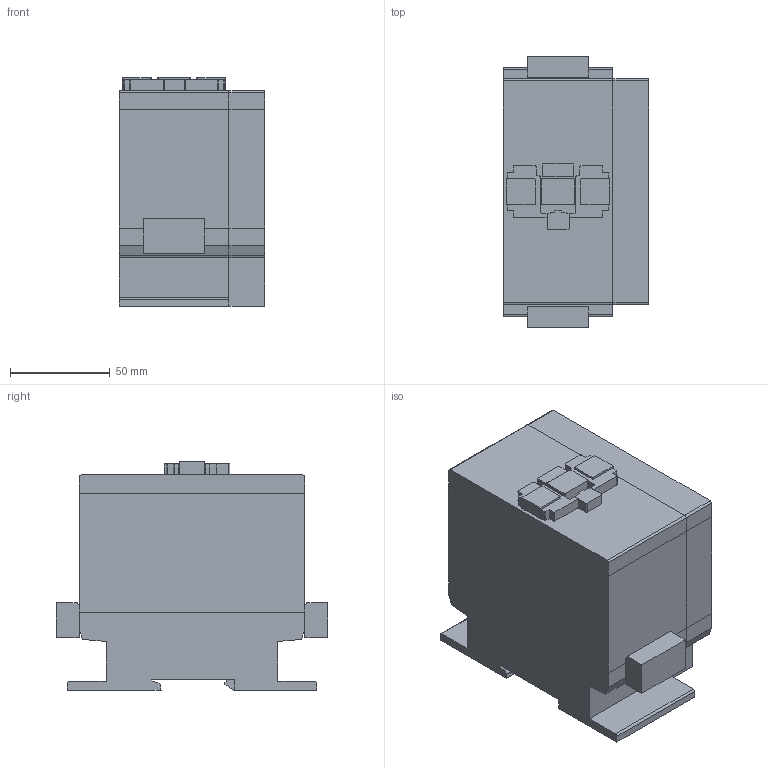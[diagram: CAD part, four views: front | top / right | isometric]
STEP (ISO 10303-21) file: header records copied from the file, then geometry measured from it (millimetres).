
FILE_DESCRIPTION(/* description */ (''),/* implementation_level */ '2;1');
FILE_NAME(/* name */ '3d_BF40T4A02470AAC1-BF40T4A024.stp',/* time_stamp */ '2016-09-07T14:46:31+02:00',/* author */ ('Andrzej'),/* organization */ (''),/* preprocessor_version */ 'ST-DEVELOPER v15.5',/* originating_system */ 'AutoCAD Mechanical',/* authorisation */ '');
FILE_SCHEMA (('AUTOMOTIVE_DESIGN { 1 0 10303 214 3 1 1 }'));
Length unit declared in the file: millimetre
Products named in the file (1): Product
Bounding box: 73 x 136 x 114.6 mm (x, y, z)
Volume: 851984.3 mm3; surface area: 126793.6 mm2
Topology: 16 solids, 16 shells, 202 faces, 861 edges, 1006 vertices
Faces by surface type: plane 163, cylinder 39
Entity records: 8574 total; most frequent: CARTESIAN_POINT 2106, DIRECTION 1437, ORIENTED_EDGE 1020, LINE 691, VECTOR 691, EDGE_CURVE 510, AXIS2_PLACEMENT_3D 373, TRIMMED_CURVE 351
